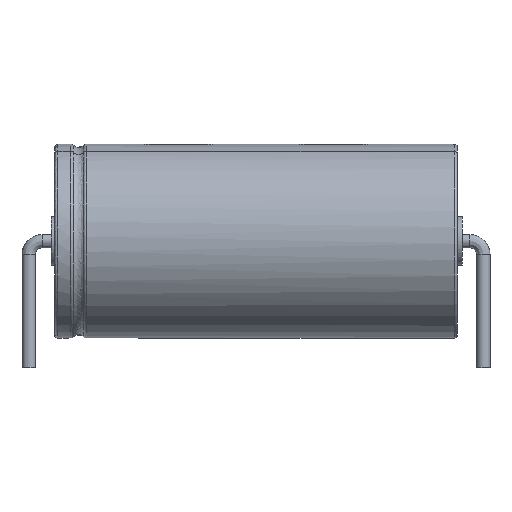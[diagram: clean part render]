
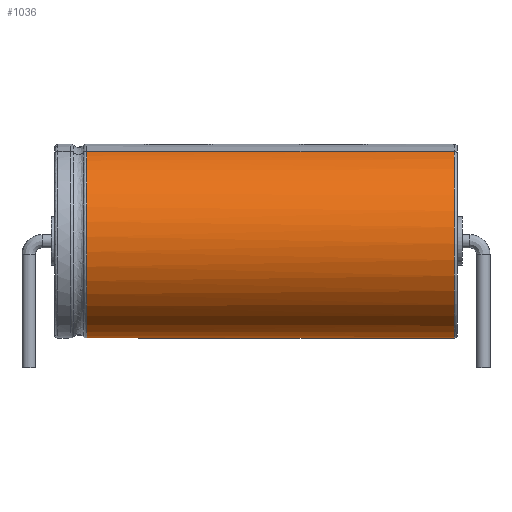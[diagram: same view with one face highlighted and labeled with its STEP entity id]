
A CAD part, front view. The second image highlights one B-rep face of the part: STEP entity #1036.
In plain terms, the highlighted cylindrical face has radius 6.5 mm (diameter 13 mm), a partial arc.
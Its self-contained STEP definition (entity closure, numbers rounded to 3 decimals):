
#185 = VERTEX_POINT('',#186);
#186 = CARTESIAN_POINT('',(28.54,2.487,12.505));
#193 = EDGE_CURVE('',#194,#185,#196,.T.);
#194 = VERTEX_POINT('',#195);
#195 = CARTESIAN_POINT('',(3.875,2.487,12.505
));
#196 = LINE('',#197,#198);
#197 = CARTESIAN_POINT('',(3.74,2.487,12.505));
#198 = VECTOR('',#199,1.);
#199 = DIRECTION('',(1.,0.,0.));
#582 = VERTEX_POINT('',#583);
#583 = CARTESIAN_POINT('',(28.54,-2.487,12.505));
#590 = EDGE_CURVE('',#591,#582,#593,.T.);
#591 = VERTEX_POINT('',#592);
#592 = CARTESIAN_POINT('',(3.875,-2.487,
12.505));
#593 = LINE('',#594,#595);
#594 = CARTESIAN_POINT('',(3.74,-2.487,12.505));
#595 = VECTOR('',#596,1.);
#596 = DIRECTION('',(1.,0.,0.));
#891 = EDGE_CURVE('',#194,#591,#892,.T.);
#892 = B_SPLINE_CURVE_WITH_KNOTS('',12,(#893,#894,#895,#896,#897,#898,
#899,#900,#901,#902,#903,#904,#905,#906,#907,#908,#909,#910,#911,
#912,#913,#914,#915,#916,#917,#918,#919,#920,#921,#922,#923,#924,
#925,#926,#927),.UNSPECIFIED.,.F.,.F.,(13,11,11,13),(-1.523
,0.,35.736,37.258),
.UNSPECIFIED.);
#893 = CARTESIAN_POINT('',(3.875,1.081,13.088)
);
#894 = CARTESIAN_POINT('',(3.875,1.199,13.039
));
#895 = CARTESIAN_POINT('',(3.875,1.317,12.99
));
#896 = CARTESIAN_POINT('',(3.875,1.434,12.941)
);
#897 = CARTESIAN_POINT('',(3.875,1.552,12.893
));
#898 = CARTESIAN_POINT('',(3.875,1.669,12.844
));
#899 = CARTESIAN_POINT('',(3.875,1.787,12.795
));
#900 = CARTESIAN_POINT('',(3.875,1.904,12.747
));
#901 = CARTESIAN_POINT('',(3.875,2.021,12.698
));
#902 = CARTESIAN_POINT('',(3.875,2.138,12.65
));
#903 = CARTESIAN_POINT('',(3.875,2.254,12.602
));
#904 = CARTESIAN_POINT('',(3.875,2.371,12.553
));
#905 = CARTESIAN_POINT('',(3.875,5.22,11.373
));
#906 = CARTESIAN_POINT('',(3.875,7.432,8.868));
#907 = CARTESIAN_POINT('',(3.875,8.308,5.251)
);
#908 = CARTESIAN_POINT('',(3.875,7.168,1.372)
);
#909 = CARTESIAN_POINT('',(3.875,4.323,-1.515
));
#910 = CARTESIAN_POINT('',(3.875,0.,
-2.963));
#911 = CARTESIAN_POINT('',(3.875,-4.323,
-1.515));
#912 = CARTESIAN_POINT('',(3.875,-7.168,1.372
));
#913 = CARTESIAN_POINT('',(3.875,-8.308,5.251
));
#914 = CARTESIAN_POINT('',(3.875,-7.432,8.868)
);
#915 = CARTESIAN_POINT('',(3.875,-5.22,
11.373));
#916 = CARTESIAN_POINT('',(3.875,-2.371,
12.553));
#917 = CARTESIAN_POINT('',(3.875,-2.254,
12.602));
#918 = CARTESIAN_POINT('',(3.875,-2.138,
12.65));
#919 = CARTESIAN_POINT('',(3.875,-2.021,
12.698));
#920 = CARTESIAN_POINT('',(3.875,-1.904,
12.747));
#921 = CARTESIAN_POINT('',(3.875,-1.787,
12.795));
#922 = CARTESIAN_POINT('',(3.875,-1.669,
12.844));
#923 = CARTESIAN_POINT('',(3.875,-1.552,
12.893));
#924 = CARTESIAN_POINT('',(3.875,-1.434,12.941
));
#925 = CARTESIAN_POINT('',(3.875,-1.317,
12.99));
#926 = CARTESIAN_POINT('',(3.875,-1.199,
13.039));
#927 = CARTESIAN_POINT('',(3.875,-1.081,
13.088));
#1036 = ADVANCED_FACE('',(#1037),#1049,.T.);
#1037 = FACE_BOUND('',#1038,.F.);
#1038 = EDGE_LOOP('',(#1039,#1040,#1041,#1042));
#1039 = ORIENTED_EDGE('',*,*,#193,.F.);
#1040 = ORIENTED_EDGE('',*,*,#891,.T.);
#1041 = ORIENTED_EDGE('',*,*,#590,.T.);
#1042 = ORIENTED_EDGE('',*,*,#1043,.F.);
#1043 = EDGE_CURVE('',#185,#582,#1044,.T.);
#1044 = CIRCLE('',#1045,6.5);
#1045 = AXIS2_PLACEMENT_3D('',#1046,#1047,#1048);
#1046 = CARTESIAN_POINT('',(28.54,0.,6.5));
#1047 = DIRECTION('',(-1.,0.,0.));
#1048 = DIRECTION('',(0.,0.383,0.924)
);
#1049 = CYLINDRICAL_SURFACE('',#1050,6.5);
#1050 = AXIS2_PLACEMENT_3D('',#1051,#1052,#1053);
#1051 = CARTESIAN_POINT('',(3.74,0.,6.5));
#1052 = DIRECTION('',(1.,0.,0.));
#1053 = DIRECTION('',(0.,0.383,0.924)
);
